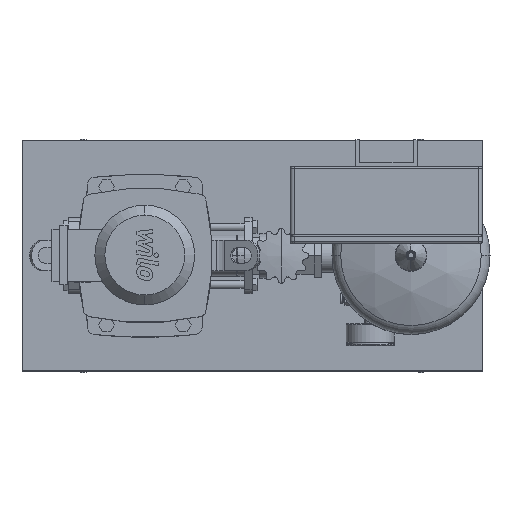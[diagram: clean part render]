
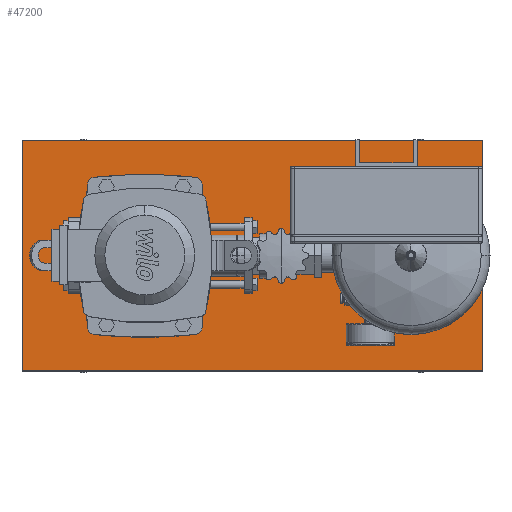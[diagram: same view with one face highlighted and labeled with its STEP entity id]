
A CAD part, top view. The second image highlights one B-rep face of the part: STEP entity #47200.
In plain terms, the highlighted planar face has unit normal (0, 0, 1).
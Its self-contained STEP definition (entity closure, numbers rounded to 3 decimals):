
#47161=CARTESIAN_POINT('',(-160.0,0.,90.0));
#47162=DIRECTION('',(0.0,0.0,1.0));
#47163=DIRECTION('',(0.0,-1.0,0.0));
#47164=AXIS2_PLACEMENT_3D('',#47161,#47162,#47163);
#47165=PLANE('',#47164);
#47166=CARTESIAN_POINT('',(440.0,-150.,90.));
#47167=VERTEX_POINT('',#47166);
#47168=CARTESIAN_POINT('',(440.0,150.,90.));
#47169=VERTEX_POINT('',#47168);
#47170=CARTESIAN_POINT('',(440.0,-150.,90.));
#47171=DIRECTION('',(0.0,1.0,0.0));
#47172=VECTOR('',#47171,300.0);
#47173=LINE('',#47170,#47172);
#47174=EDGE_CURVE('',#47167,#47169,#47173,.T.);
#47175=ORIENTED_EDGE('',*,*,#47174,.T.);
#47176=CARTESIAN_POINT('',(-160.0,150.,90.));
#47177=VERTEX_POINT('',#47176);
#47178=CARTESIAN_POINT('',(-160.0,150.,90.));
#47179=DIRECTION('',(1.0,0.0,0.0));
#47180=VECTOR('',#47179,600.0);
#47181=LINE('',#47178,#47180);
#47182=EDGE_CURVE('',#47177,#47169,#47181,.T.);
#47183=ORIENTED_EDGE('',*,*,#47182,.F.);
#47184=CARTESIAN_POINT('',(-160.0,-150.,90.));
#47185=VERTEX_POINT('',#47184);
#47186=CARTESIAN_POINT('',(-160.0,150.,90.));
#47187=DIRECTION('',(0.0,-1.0,0.0));
#47188=VECTOR('',#47187,300.0);
#47189=LINE('',#47186,#47188);
#47190=EDGE_CURVE('',#47177,#47185,#47189,.T.);
#47191=ORIENTED_EDGE('',*,*,#47190,.T.);
#47192=CARTESIAN_POINT('',(-160.0,-150.,90.));
#47193=DIRECTION('',(1.0,0.0,0.0));
#47194=VECTOR('',#47193,600.0);
#47195=LINE('',#47192,#47194);
#47196=EDGE_CURVE('',#47185,#47167,#47195,.T.);
#47197=ORIENTED_EDGE('',*,*,#47196,.T.);
#47198=EDGE_LOOP('',(#47175,#47183,#47191,#47197));
#47199=FACE_OUTER_BOUND('',#47198,.T.);
#47200=ADVANCED_FACE('',(#47199),#47165,.T.);
